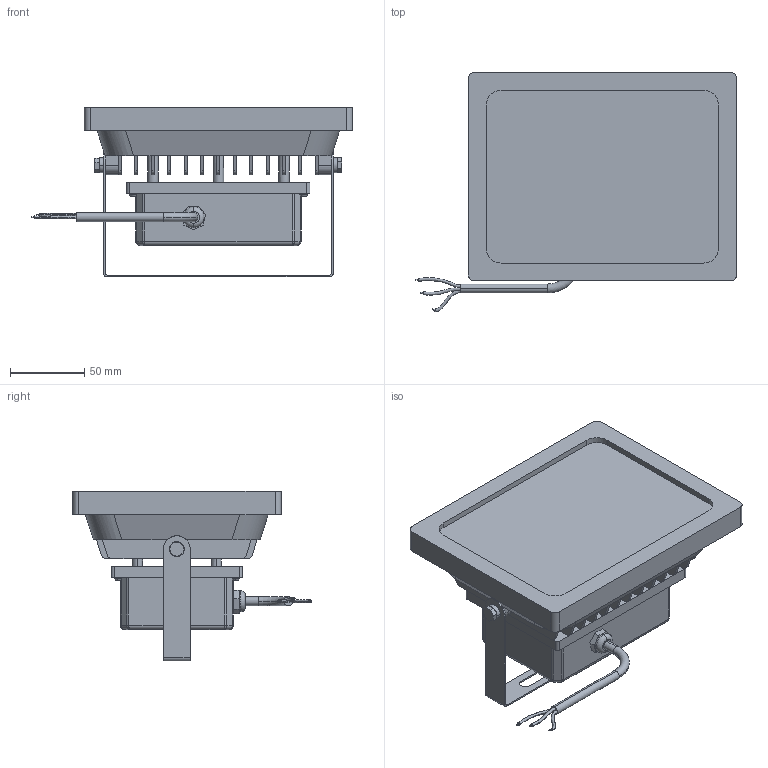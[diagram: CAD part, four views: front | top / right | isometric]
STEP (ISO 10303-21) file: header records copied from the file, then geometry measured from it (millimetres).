
FILE_DESCRIPTION (( 'STEP AP214' ), '1' );
FILE_NAME ('LPDO101-20-K03 Ïðîæåêòîð ÑÄÎ01-20 ñâåòîäèîäíûé ñåðûé ÷èï IP65 ÈÝÊ.STEP', '2017-09-14T12:42:36', ( '' ), ( '' ), 'SwSTEP 2.0', 'SolidWorks 2014', '' );
FILE_SCHEMA (( 'AUTOMOTIVE_DESIGN' ));
Length unit declared in the file: millimetre
Products named in the file (1): LPDO101-20-K03 Ïðîæåêòîð ÑÄÎ01-20 ñâåòîäèîäíûé ñåðûé ÷èï IP65 ÈÝÊ
Bounding box: 215.43 x 160.42 x 114 mm (x, y, z)
Volume: 857579.8 mm3; surface area: 202172 mm2
Topology: 2 solids, 2 shells, 542 faces, 1416 edges, 899 vertices
Faces by surface type: plane 346, cylinder 150, torus 20, bspline 14, sphere 12
Entity records: 17823 total; most frequent: CARTESIAN_POINT 4533, ORIENTED_EDGE 2816, DIRECTION 2703, EDGE_CURVE 1408, AXIS2_PLACEMENT_3D 915, VERTEX_POINT 899, VECTOR 873, LINE 873
